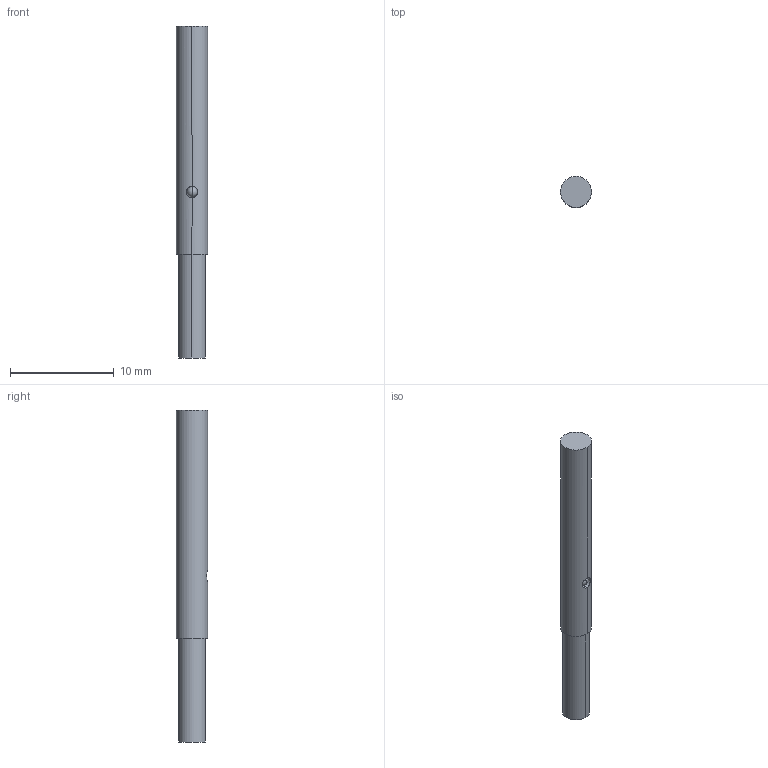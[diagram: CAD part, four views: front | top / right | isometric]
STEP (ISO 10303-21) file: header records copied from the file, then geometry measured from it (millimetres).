
FILE_DESCRIPTION((''),'2;1');
FILE_NAME('CAD0974_B','2008-05-26T',('mabamberg'),(''),'PRO/ENGINEER BY PARAMETRIC TECHNOLOGY CORPORATION, 2006300','PRO/ENGINEER BY PARAMETRIC TECHNOLOGY CORPORATION, 2006300','');
FILE_SCHEMA(('CONFIG_CONTROL_DESIGN'));
Length unit declared in the file: millimetre
Products named in the file (1): CAD0974_B
Bounding box: 3 x 3 x 32 mm (x, y, z)
Volume: 208.2 mm3; surface area: 305.5 mm2
Topology: 1 solids, 1 shells, 11 faces, 23 edges, 13 vertices
Faces by surface type: cylinder 4, plane 3, sphere 2, cone 2
Entity records: 586 total; most frequent: CARTESIAN_POINT 69, DIRECTION 53, ORIENTED_EDGE 42, COLOUR_RGB 36, PRESENTATION_STYLE_ASSIGNMENT 33, AXIS2_PLACEMENT_3D 23, FILL_AREA_STYLE_COLOUR 23, FILL_AREA_STYLE 23
